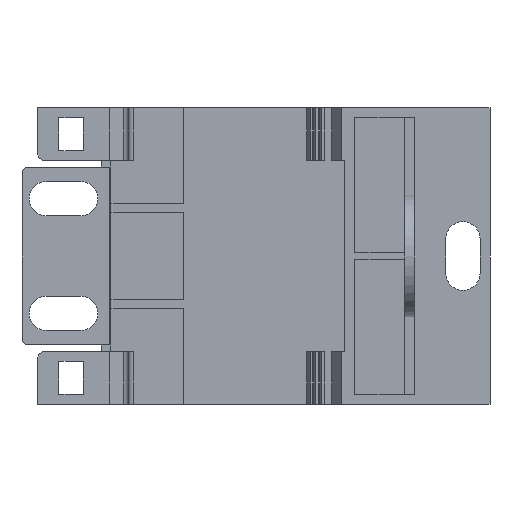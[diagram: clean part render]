
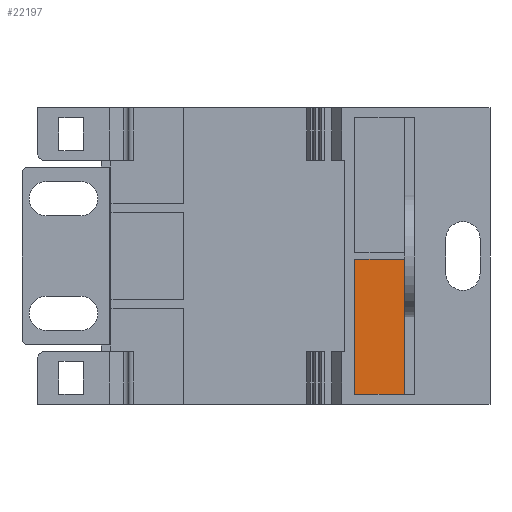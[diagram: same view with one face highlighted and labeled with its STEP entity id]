
A CAD part, front view. The second image highlights one B-rep face of the part: STEP entity #22197.
In plain terms, the highlighted planar face has unit normal (0, -1, 0).
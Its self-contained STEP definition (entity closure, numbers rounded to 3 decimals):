
#13853 = PLANE('',#13854);
#13854 = AXIS2_PLACEMENT_3D('',#13855,#13856,#13857);
#13855 = CARTESIAN_POINT('',(26.875,-4.424,22.));
#13856 = DIRECTION('',(0.,0.,1.));
#13857 = DIRECTION('',(0.,1.,0.));
#13881 = PLANE('',#13882);
#13882 = AXIS2_PLACEMENT_3D('',#13883,#13884,#13885);
#13883 = CARTESIAN_POINT('',(26.5,-4.862,-0.6));
#13884 = DIRECTION('',(1.,0.,0.));
#13885 = DIRECTION('',(0.,1.,0.));
#14021 = PLANE('',#14022);
#14022 = AXIS2_PLACEMENT_3D('',#14023,#14024,#14025);
#14023 = CARTESIAN_POINT('',(28.45,-4.862,1.5));
#14024 = DIRECTION('',(0.,0.,1.));
#14025 = DIRECTION('',(0.,1.,0.));
#14047 = PLANE('',#14048);
#14048 = AXIS2_PLACEMENT_3D('',#14049,#14050,#14051);
#14049 = CARTESIAN_POINT('',(19.,4.926,0.475));
#14050 = DIRECTION('',(-1.,0.,0.));
#14051 = DIRECTION('',(0.,-1.,0.));
#22127 = VERTEX_POINT('',#22128);
#22128 = CARTESIAN_POINT('',(19.,4.501,1.5));
#22149 = EDGE_CURVE('',#22150,#22127,#22152,.T.);
#22150 = VERTEX_POINT('',#22151);
#22151 = CARTESIAN_POINT('',(19.,4.501,22.));
#22152 = SURFACE_CURVE('',#22153,(#22157,#22164),.PCURVE_S1.);
#22153 = LINE('',#22154,#22155);
#22154 = CARTESIAN_POINT('',(19.,4.501,22.));
#22155 = VECTOR('',#22156,1.);
#22156 = DIRECTION('',(0.,0.,-1.));
#22157 = PCURVE('',#14047,#22158);
#22158 = DEFINITIONAL_REPRESENTATION('',(#22159),#22163);
#22159 = LINE('',#22160,#22161);
#22160 = CARTESIAN_POINT('',(0.425,21.525));
#22161 = VECTOR('',#22162,1.);
#22162 = DIRECTION('',(0.,-1.));
#22163 = ( GEOMETRIC_REPRESENTATION_CONTEXT(2) 
PARAMETRIC_REPRESENTATION_CONTEXT() REPRESENTATION_CONTEXT('2D SPACE',''
  ) );
#22164 = PCURVE('',#22165,#22170);
#22165 = PLANE('',#22166);
#22166 = AXIS2_PLACEMENT_3D('',#22167,#22168,#22169);
#22167 = CARTESIAN_POINT('',(26.875,4.501,0.475));
#22168 = DIRECTION('',(0.,-1.,0.));
#22169 = DIRECTION('',(1.,0.,0.));
#22170 = DEFINITIONAL_REPRESENTATION('',(#22171),#22175);
#22171 = LINE('',#22172,#22173);
#22172 = CARTESIAN_POINT('',(-7.875,21.525));
#22173 = VECTOR('',#22174,1.);
#22174 = DIRECTION('',(0.,-1.));
#22175 = ( GEOMETRIC_REPRESENTATION_CONTEXT(2) 
PARAMETRIC_REPRESENTATION_CONTEXT() REPRESENTATION_CONTEXT('2D SPACE',''
  ) );
#22197 = ADVANCED_FACE('',(#22198),#22165,.T.);
#22198 = FACE_BOUND('',#22199,.T.);
#22199 = EDGE_LOOP('',(#22200,#22225,#22246,#22247));
#22200 = ORIENTED_EDGE('',*,*,#22201,.T.);
#22201 = EDGE_CURVE('',#22202,#22204,#22206,.T.);
#22202 = VERTEX_POINT('',#22203);
#22203 = CARTESIAN_POINT('',(26.5,4.501,1.5));
#22204 = VERTEX_POINT('',#22205);
#22205 = CARTESIAN_POINT('',(26.5,4.501,22.));
#22206 = SURFACE_CURVE('',#22207,(#22211,#22218),.PCURVE_S1.);
#22207 = LINE('',#22208,#22209);
#22208 = CARTESIAN_POINT('',(26.5,4.501,1.5));
#22209 = VECTOR('',#22210,1.);
#22210 = DIRECTION('',(0.,0.,1.));
#22211 = PCURVE('',#22165,#22212);
#22212 = DEFINITIONAL_REPRESENTATION('',(#22213),#22217);
#22213 = LINE('',#22214,#22215);
#22214 = CARTESIAN_POINT('',(-0.375,1.025));
#22215 = VECTOR('',#22216,1.);
#22216 = DIRECTION('',(0.,1.));
#22217 = ( GEOMETRIC_REPRESENTATION_CONTEXT(2) 
PARAMETRIC_REPRESENTATION_CONTEXT() REPRESENTATION_CONTEXT('2D SPACE',''
  ) );
#22218 = PCURVE('',#13881,#22219);
#22219 = DEFINITIONAL_REPRESENTATION('',(#22220),#22224);
#22220 = LINE('',#22221,#22222);
#22221 = CARTESIAN_POINT('',(9.363,2.1));
#22222 = VECTOR('',#22223,1.);
#22223 = DIRECTION('',(0.,1.));
#22224 = ( GEOMETRIC_REPRESENTATION_CONTEXT(2) 
PARAMETRIC_REPRESENTATION_CONTEXT() REPRESENTATION_CONTEXT('2D SPACE',''
  ) );
#22225 = ORIENTED_EDGE('',*,*,#22226,.T.);
#22226 = EDGE_CURVE('',#22204,#22150,#22227,.T.);
#22227 = SURFACE_CURVE('',#22228,(#22232,#22239),.PCURVE_S1.);
#22228 = LINE('',#22229,#22230);
#22229 = CARTESIAN_POINT('',(26.5,4.501,22.));
#22230 = VECTOR('',#22231,1.);
#22231 = DIRECTION('',(-1.,0.,0.));
#22232 = PCURVE('',#22165,#22233);
#22233 = DEFINITIONAL_REPRESENTATION('',(#22234),#22238);
#22234 = LINE('',#22235,#22236);
#22235 = CARTESIAN_POINT('',(-0.375,21.525));
#22236 = VECTOR('',#22237,1.);
#22237 = DIRECTION('',(-1.,0.));
#22238 = ( GEOMETRIC_REPRESENTATION_CONTEXT(2) 
PARAMETRIC_REPRESENTATION_CONTEXT() REPRESENTATION_CONTEXT('2D SPACE',''
  ) );
#22239 = PCURVE('',#13853,#22240);
#22240 = DEFINITIONAL_REPRESENTATION('',(#22241),#22245);
#22241 = LINE('',#22242,#22243);
#22242 = CARTESIAN_POINT('',(8.925,0.375));
#22243 = VECTOR('',#22244,1.);
#22244 = DIRECTION('',(0.,1.));
#22245 = ( GEOMETRIC_REPRESENTATION_CONTEXT(2) 
PARAMETRIC_REPRESENTATION_CONTEXT() REPRESENTATION_CONTEXT('2D SPACE',''
  ) );
#22246 = ORIENTED_EDGE('',*,*,#22149,.T.);
#22247 = ORIENTED_EDGE('',*,*,#22248,.T.);
#22248 = EDGE_CURVE('',#22127,#22202,#22249,.T.);
#22249 = SURFACE_CURVE('',#22250,(#22254,#22261),.PCURVE_S1.);
#22250 = LINE('',#22251,#22252);
#22251 = CARTESIAN_POINT('',(19.,4.501,1.5));
#22252 = VECTOR('',#22253,1.);
#22253 = DIRECTION('',(1.,0.,0.));
#22254 = PCURVE('',#22165,#22255);
#22255 = DEFINITIONAL_REPRESENTATION('',(#22256),#22260);
#22256 = LINE('',#22257,#22258);
#22257 = CARTESIAN_POINT('',(-7.875,1.025));
#22258 = VECTOR('',#22259,1.);
#22259 = DIRECTION('',(1.,0.));
#22260 = ( GEOMETRIC_REPRESENTATION_CONTEXT(2) 
PARAMETRIC_REPRESENTATION_CONTEXT() REPRESENTATION_CONTEXT('2D SPACE',''
  ) );
#22261 = PCURVE('',#14021,#22262);
#22262 = DEFINITIONAL_REPRESENTATION('',(#22263),#22267);
#22263 = LINE('',#22264,#22265);
#22264 = CARTESIAN_POINT('',(9.363,9.45));
#22265 = VECTOR('',#22266,1.);
#22266 = DIRECTION('',(0.,-1.));
#22267 = ( GEOMETRIC_REPRESENTATION_CONTEXT(2) 
PARAMETRIC_REPRESENTATION_CONTEXT() REPRESENTATION_CONTEXT('2D SPACE',''
  ) );
